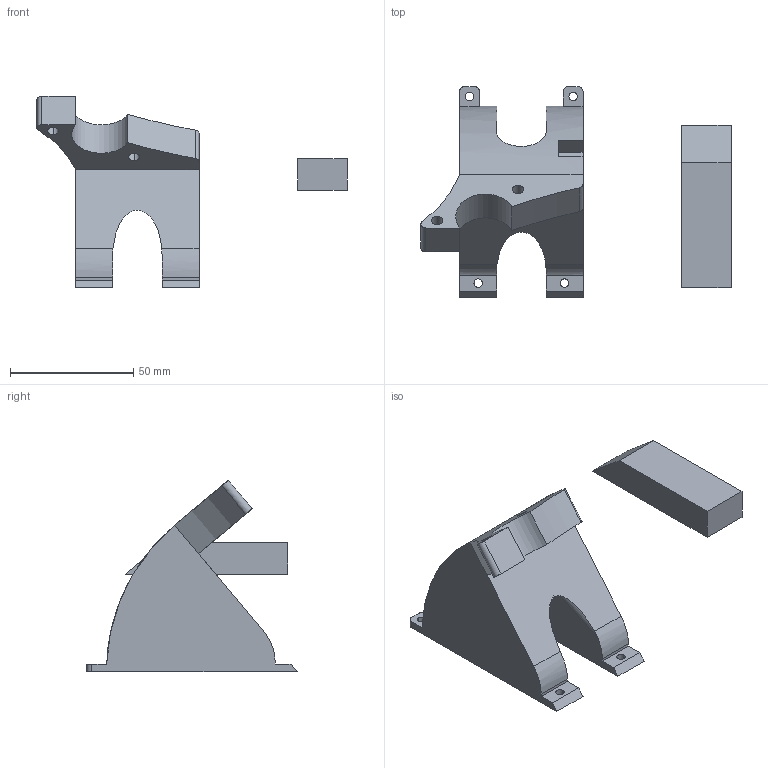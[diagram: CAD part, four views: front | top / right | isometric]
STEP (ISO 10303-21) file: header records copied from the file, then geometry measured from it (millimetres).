
FILE_DESCRIPTION (( 'STEP AP203' ), '1' );
FILE_NAME ('05_rollmount right_50°_timingbelt.step', '2020-03-31T11:57:09', ( '' ), ( '' ), 'SwSTEP 2.0', 'SolidWorks 2019', '' );
FILE_SCHEMA (( 'CONFIG_CONTROL_DESIGN' ));
Length unit declared in the file: millimetre
Products named in the file (1): 05_rollmount right_50°_timingbelt
Bounding box: 125.71 x 85.37 x 77.54 mm (x, y, z)
Volume: 110916.3 mm3; surface area: 26232.2 mm2
Topology: 2 solids, 2 shells, 58 faces, 160 edges, 106 vertices
Faces by surface type: plane 32, cylinder 26
Entity records: 2004 total; most frequent: CARTESIAN_POINT 382, DIRECTION 326, ORIENTED_EDGE 320, EDGE_CURVE 160, AXIS2_PLACEMENT_3D 113, VERTEX_POINT 106, VECTOR 100, LINE 100
